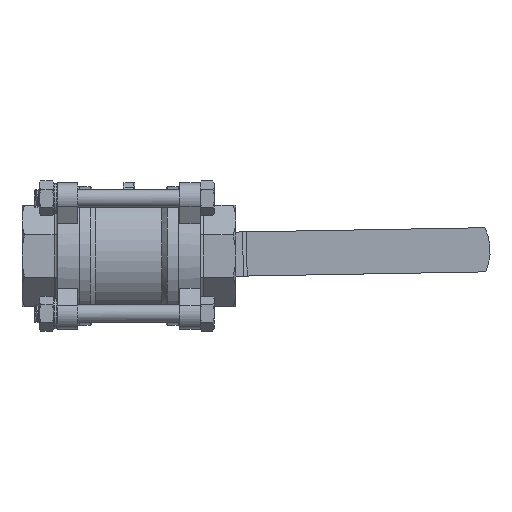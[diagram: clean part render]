
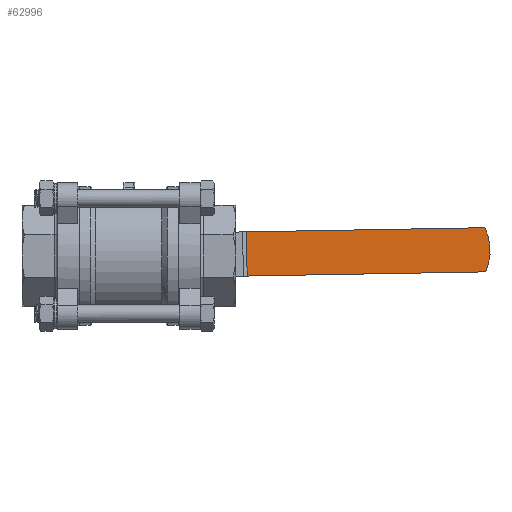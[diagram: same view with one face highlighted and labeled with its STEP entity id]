
A CAD part, front view. The second image highlights one B-rep face of the part: STEP entity #62996.
In plain terms, the highlighted planar face has unit normal (0, -1, 0).
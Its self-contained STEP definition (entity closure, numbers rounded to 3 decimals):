
#8563 = EDGE_CURVE ( 'NONE', #9463, #35600, #48048, .T. ) ;
#9463 = VERTEX_POINT ( 'NONE', #48558 ) ;
#10317 = LINE ( 'NONE', #55955, #63087 ) ;
#13600 = DIRECTION ( 'NONE',  ( 0., 1., 0. ) ) ;
#13736 = VERTEX_POINT ( 'NONE', #52676 ) ;
#15443 = ORIENTED_EDGE ( 'NONE', *, *, #23221, .T. ) ;
#15446 = AXIS2_PLACEMENT_3D ( 'NONE', #16147, #62164, #31594 ) ;
#16030 = LINE ( 'NONE', #59724, #52012 ) ;
#16147 = CARTESIAN_POINT ( 'NONE',  ( 30., 30., 12.4 ) ) ;
#16624 = DIRECTION ( 'NONE',  ( 0., 0., -1. ) ) ;
#18205 = EDGE_CURVE ( 'NONE', #13736, #55733, #37011, .T. ) ;
#20764 = EDGE_CURVE ( 'NONE', #9463, #13736, #16030, .T. ) ;
#22292 = FACE_OUTER_BOUND ( 'NONE', #45535, .T. ) ;
#23221 = EDGE_CURVE ( 'NONE', #35600, #55733, #10317, .T. ) ;
#25806 = DIRECTION ( 'NONE',  ( 1., 0., 0. ) ) ;
#26428 = PLANE ( 'NONE',  #15446 ) ;
#31594 = DIRECTION ( 'NONE',  ( 0., 0., 1. ) ) ;
#34465 = VECTOR ( 'NONE', #16624, 1000. ) ;
#35600 = VERTEX_POINT ( 'NONE', #43046 ) ;
#37011 = CIRCLE ( 'NONE', #54532, 30. ) ;
#40826 = ORIENTED_EDGE ( 'NONE', *, *, #8563, .T. ) ;
#43046 = CARTESIAN_POINT ( 'NONE',  ( 31.243, 30., -12.4 ) ) ;
#44290 = CARTESIAN_POINT ( 'NONE',  ( 137.929, 30., 0. ) ) ;
#44384 = DIRECTION ( 'NONE',  ( 1., 0., 0. ) ) ;
#45535 = EDGE_LOOP ( 'NONE', ( #50930, #51323, #40826, #15443 ) ) ;
#48048 = LINE ( 'NONE', #57960, #34465 ) ;
#48558 = CARTESIAN_POINT ( 'NONE',  ( 31.243, 30., 12.4 ) ) ;
#49386 = DIRECTION ( 'NONE',  ( 0., 0., 1. ) ) ;
#50930 = ORIENTED_EDGE ( 'NONE', *, *, #18205, .F. ) ;
#51323 = ORIENTED_EDGE ( 'NONE', *, *, #20764, .F. ) ;
#51377 = CARTESIAN_POINT ( 'NONE',  ( 165.246, 30., -12.4 ) ) ;
#52012 = VECTOR ( 'NONE', #44384, 1000. ) ;
#52676 = CARTESIAN_POINT ( 'NONE',  ( 165.246, 30., 12.4 ) ) ;
#54532 = AXIS2_PLACEMENT_3D ( 'NONE', #44290, #13600, #49386 ) ;
#55733 = VERTEX_POINT ( 'NONE', #51377 ) ;
#55955 = CARTESIAN_POINT ( 'NONE',  ( 30., 30., -12.4 ) ) ;
#57960 = CARTESIAN_POINT ( 'NONE',  ( 31.243, 30., -12.4 ) ) ;
#59724 = CARTESIAN_POINT ( 'NONE',  ( 30., 30., 12.4 ) ) ;
#62164 = DIRECTION ( 'NONE',  ( 0., 1., 0. ) ) ;
#62996 = ADVANCED_FACE ( 'NONE', ( #22292 ), #26428, .F. ) ;
#63087 = VECTOR ( 'NONE', #25806, 1000. ) ;
